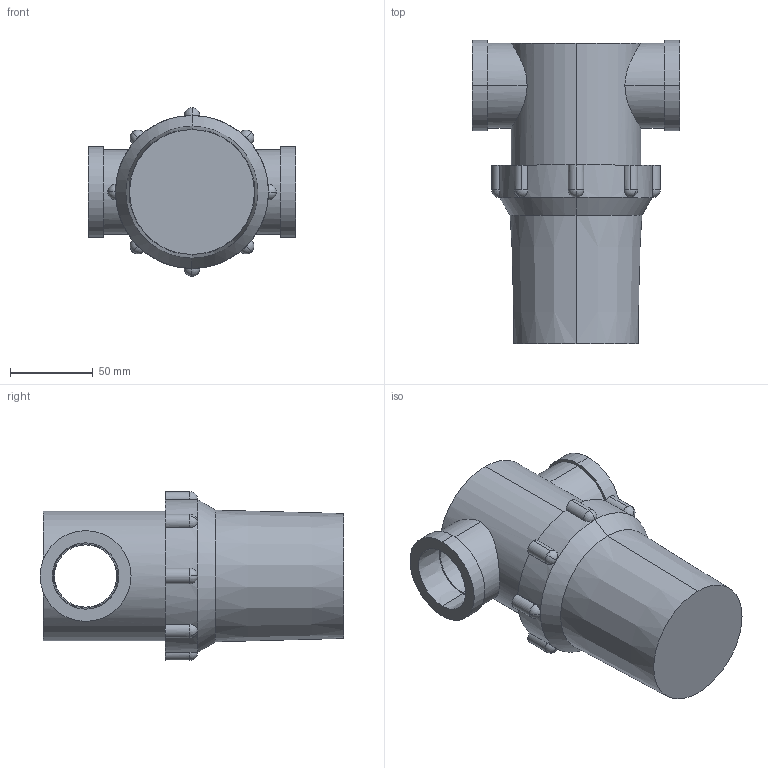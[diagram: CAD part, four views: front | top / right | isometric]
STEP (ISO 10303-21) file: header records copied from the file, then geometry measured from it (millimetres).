
FILE_DESCRIPTION (( 'STEP AP214' ), '1' );
FILE_NAME ('7107.STEP', '2011-06-15T19:28:22', ( 'Mary Jo Helmbrecht' ), ( 'DDC' ), 'SwSTEP 2.0', 'SolidWorks 2011', '' );
FILE_SCHEMA (( 'AUTOMOTIVE_DESIGN' ));
Length unit declared in the file: millimetre
Products named in the file (1): 7107
Bounding box: 125.48 x 183.9 x 102.11 mm (x, y, z)
Surface area: 78497.9 mm2 (no closed solid volume)
Topology: 0 solids, 2 shells, 70 faces, 194 edges, 115 vertices
Faces by surface type: cylinder 37, sphere 16, plane 9, cone 8
Entity records: 3335 total; most frequent: CARTESIAN_POINT 884, DIRECTION 385, ORIENTED_EDGE 326, AXIS2_PLACEMENT_3D 170, EDGE_CURVE 166, VERTEX_POINT 103, CIRCLE 99, EDGE_LOOP 76
